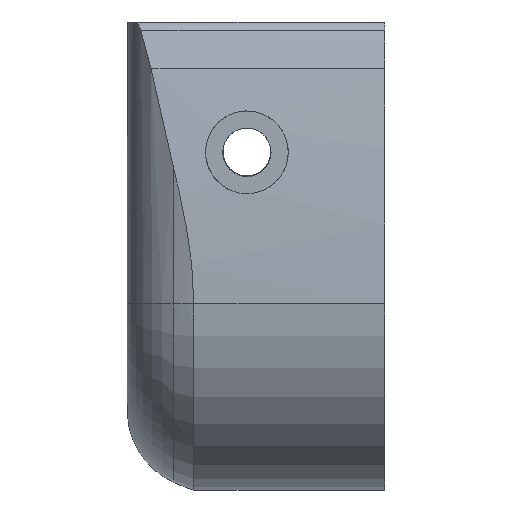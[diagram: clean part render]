
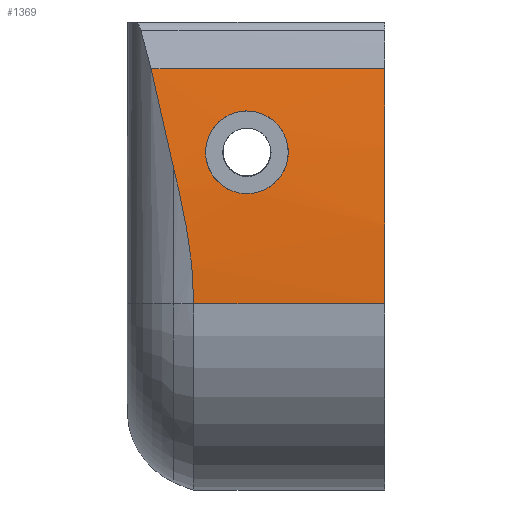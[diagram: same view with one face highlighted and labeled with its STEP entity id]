
A CAD part, front view. The second image highlights one B-rep face of the part: STEP entity #1369.
In plain terms, the highlighted cylindrical face has radius 87.246 mm (diameter 174.491 mm), a partial arc.
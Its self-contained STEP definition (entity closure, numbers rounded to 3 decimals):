
#26=B_SPLINE_CURVE_WITH_KNOTS('',3,(#2111,#2112,#2113,#2114),
 .UNSPECIFIED.,.F.,.F.,(4,4),(3.165,3.853),
 .UNSPECIFIED.);
#36=B_SPLINE_CURVE_WITH_KNOTS('',3,(#2465,#2466,#2467,#2468,#2469,#2470,
#2471,#2472,#2473,#2474),.UNSPECIFIED.,.F.,.F.,(4,2,2,2,4),(0.,0.113,
0.226,0.34,0.453),.UNSPECIFIED.);
#37=B_SPLINE_CURVE_WITH_KNOTS('',3,(#2475,#2476,#2477,#2478,#2479,#2480,
#2481,#2482,#2483,#2484,#2485,#2486,#2487,#2488,#2489,#2490,#2491,#2492,
#2493,#2494,#2495,#2496,#2497,#2498,#2499,#2500),.UNSPECIFIED.,.F.,.F.,
(4,2,2,2,2,2,2,2,2,2,2,2,4),(0.453,0.568,0.682,
0.795,0.908,1.021,1.134,1.248,
1.362,1.476,1.59,1.703,1.816),
 .UNSPECIFIED.);
#38=B_SPLINE_CURVE_WITH_KNOTS('',3,(#2524,#2525,#2526,#2527),
 .UNSPECIFIED.,.F.,.F.,(4,4),(8.394,8.571),
 .UNSPECIFIED.);
#39=B_SPLINE_CURVE_WITH_KNOTS('',3,(#2529,#2530,#2531,#2532,#2533,#2534),
 .UNSPECIFIED.,.F.,.F.,(4,2,4),(9.007,9.851,9.861),
 .UNSPECIFIED.);
#45=FACE_BOUND('',#245,.T.);
#168=FACE_OUTER_BOUND('',#244,.T.);
#244=EDGE_LOOP('',(#1224,#1225,#1226,#1227,#1228,#1229));
#245=EDGE_LOOP('',(#1230,#1231));
#360=LINE('',#2520,#473);
#361=LINE('',#2536,#474);
#473=VECTOR('',#1889,10.);
#474=VECTOR('',#1894,10.);
#524=CIRCLE('',#1519,87.246);
#595=VERTEX_POINT('',#2108);
#596=VERTEX_POINT('',#2110);
#649=VERTEX_POINT('',#2463);
#650=VERTEX_POINT('',#2464);
#654=VERTEX_POINT('',#2519);
#655=VERTEX_POINT('',#2523);
#656=VERTEX_POINT('',#2528);
#657=VERTEX_POINT('',#2535);
#741=EDGE_CURVE('',#595,#596,#26,.T.);
#839=EDGE_CURVE('',#649,#650,#36,.T.);
#840=EDGE_CURVE('',#650,#649,#37,.T.);
#850=EDGE_CURVE('',#654,#596,#360,.T.);
#852=EDGE_CURVE('',#655,#595,#38,.T.);
#853=EDGE_CURVE('',#656,#655,#39,.T.);
#854=EDGE_CURVE('',#657,#656,#361,.T.);
#855=EDGE_CURVE('',#654,#657,#524,.T.);
#1224=ORIENTED_EDGE('',*,*,#850,.T.);
#1225=ORIENTED_EDGE('',*,*,#741,.F.);
#1226=ORIENTED_EDGE('',*,*,#852,.F.);
#1227=ORIENTED_EDGE('',*,*,#853,.F.);
#1228=ORIENTED_EDGE('',*,*,#854,.F.);
#1229=ORIENTED_EDGE('',*,*,#855,.F.);
#1230=ORIENTED_EDGE('',*,*,#839,.T.);
#1231=ORIENTED_EDGE('',*,*,#840,.T.);
#1302=CYLINDRICAL_SURFACE('',#1518,87.246);
#1369=ADVANCED_FACE('',(#168,#45),#1302,.T.);
#1518=AXIS2_PLACEMENT_3D('',#2522,#1892,#1893);
#1519=AXIS2_PLACEMENT_3D('',#2537,#1895,#1896);
#1889=DIRECTION('',(-1.,0.,0.));
#1892=DIRECTION('center_axis',(-1.,0.,0.));
#1893=DIRECTION('ref_axis',(0.,-0.981,0.196));
#1894=DIRECTION('',(-1.,0.,0.));
#1895=DIRECTION('center_axis',(1.,0.,0.));
#1896=DIRECTION('ref_axis',(0.,-0.981,0.196));
#2108=CARTESIAN_POINT('',(-15.36,-14.723,6.521));
#2110=CARTESIAN_POINT('',(-16.959,-13.613,13.572));
#2111=CARTESIAN_POINT('Ctrl Pts',(-15.36,-14.723,6.521));
#2112=CARTESIAN_POINT('Ctrl Pts',(-15.914,-14.464,8.756));
#2113=CARTESIAN_POINT('Ctrl Pts',(-16.469,-14.095,11.156));
#2114=CARTESIAN_POINT('Ctrl Pts',(-16.959,-13.613,13.572));
#2463=CARTESIAN_POINT('',(-10.,-14.932,4.5));
#2464=CARTESIAN_POINT('',(-13.,-14.604,7.5));
#2465=CARTESIAN_POINT('Ctrl Pts',(-10.,-14.932,4.5));
#2466=CARTESIAN_POINT('Ctrl Pts',(-10.376,-14.932,4.5));
#2467=CARTESIAN_POINT('Ctrl Pts',(-10.778,-14.926,4.575));
#2468=CARTESIAN_POINT('Ctrl Pts',(-11.516,-14.897,4.881));
#2469=CARTESIAN_POINT('Ctrl Pts',(-11.853,-14.874,5.111));
#2470=CARTESIAN_POINT('Ctrl Pts',(-12.387,-14.82,5.643));
#2471=CARTESIAN_POINT('Ctrl Pts',(-12.618,-14.784,5.982));
#2472=CARTESIAN_POINT('Ctrl Pts',(-12.925,-14.7,6.722));
#2473=CARTESIAN_POINT('Ctrl Pts',(-13.,-14.652,7.124));
#2474=CARTESIAN_POINT('Ctrl Pts',(-13.,-14.604,7.5));
#2475=CARTESIAN_POINT('Ctrl Pts',(-13.,-14.604,7.5));
#2476=CARTESIAN_POINT('Ctrl Pts',(-13.,-14.556,7.878));
#2477=CARTESIAN_POINT('Ctrl Pts',(-12.924,-14.502,8.28));
#2478=CARTESIAN_POINT('Ctrl Pts',(-12.617,-14.398,9.021));
#2479=CARTESIAN_POINT('Ctrl Pts',(-12.385,-14.348,9.359));
#2480=CARTESIAN_POINT('Ctrl Pts',(-11.852,-14.267,9.89));
#2481=CARTESIAN_POINT('Ctrl Pts',(-11.516,-14.231,10.12));
#2482=CARTESIAN_POINT('Ctrl Pts',(-10.778,-14.182,10.425));
#2483=CARTESIAN_POINT('Ctrl Pts',(-10.377,-14.169,10.5));
#2484=CARTESIAN_POINT('Ctrl Pts',(-9.623,-14.169,10.5));
#2485=CARTESIAN_POINT('Ctrl Pts',(-9.222,-14.182,10.425));
#2486=CARTESIAN_POINT('Ctrl Pts',(-8.484,-14.231,10.12));
#2487=CARTESIAN_POINT('Ctrl Pts',(-8.148,-14.267,9.89));
#2488=CARTESIAN_POINT('Ctrl Pts',(-7.615,-14.348,9.359));
#2489=CARTESIAN_POINT('Ctrl Pts',(-7.383,-14.398,9.021));
#2490=CARTESIAN_POINT('Ctrl Pts',(-7.076,-14.502,8.28));
#2491=CARTESIAN_POINT('Ctrl Pts',(-7.,-14.556,7.878));
#2492=CARTESIAN_POINT('Ctrl Pts',(-7.,-14.652,7.124));
#2493=CARTESIAN_POINT('Ctrl Pts',(-7.075,-14.7,6.722));
#2494=CARTESIAN_POINT('Ctrl Pts',(-7.382,-14.784,5.982));
#2495=CARTESIAN_POINT('Ctrl Pts',(-7.613,-14.82,5.643));
#2496=CARTESIAN_POINT('Ctrl Pts',(-8.147,-14.874,5.111));
#2497=CARTESIAN_POINT('Ctrl Pts',(-8.484,-14.897,4.881));
#2498=CARTESIAN_POINT('Ctrl Pts',(-9.222,-14.926,4.575));
#2499=CARTESIAN_POINT('Ctrl Pts',(-9.624,-14.932,4.5));
#2500=CARTESIAN_POINT('Ctrl Pts',(-10.,-14.932,4.5));
#2519=CARTESIAN_POINT('',(0.,-13.613,13.572));
#2520=CARTESIAN_POINT('',(0.,-13.613,13.572));
#2522=CARTESIAN_POINT('Origin',(0.,71.946,-3.5));
#2523=CARTESIAN_POINT('',(-14.94,-14.908,4.758));
#2524=CARTESIAN_POINT('Ctrl Pts',(-14.94,-14.908,4.758));
#2525=CARTESIAN_POINT('Ctrl Pts',(-15.073,-14.852,5.345));
#2526=CARTESIAN_POINT('Ctrl Pts',(-15.214,-14.791,5.933));
#2527=CARTESIAN_POINT('Ctrl Pts',(-15.36,-14.723,6.521));
#2528=CARTESIAN_POINT('',(-13.854,-15.3,-3.5));
#2529=CARTESIAN_POINT('Ctrl Pts',(-13.854,-15.3,-3.5));
#2530=CARTESIAN_POINT('Ctrl Pts',(-13.854,-15.3,-0.689));
#2531=CARTESIAN_POINT('Ctrl Pts',(-14.32,-15.166,2.012));
#2532=CARTESIAN_POINT('Ctrl Pts',(-14.926,-14.914,4.694));
#2533=CARTESIAN_POINT('Ctrl Pts',(-14.933,-14.911,4.726));
#2534=CARTESIAN_POINT('Ctrl Pts',(-14.94,-14.908,4.758));
#2535=CARTESIAN_POINT('',(0.,-15.3,-3.5));
#2536=CARTESIAN_POINT('',(0.,-15.3,-3.5));
#2537=CARTESIAN_POINT('Origin',(0.,71.946,-3.5));
